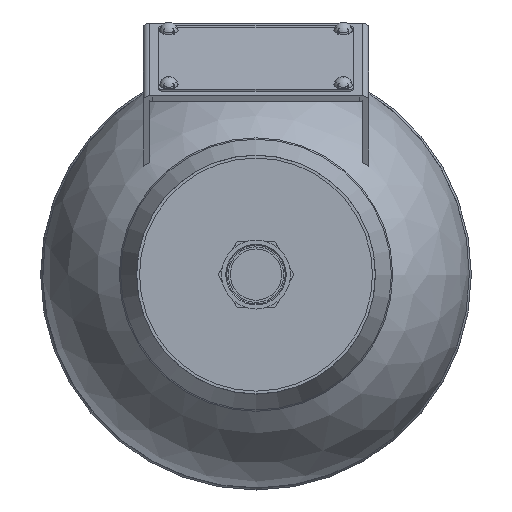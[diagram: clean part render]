
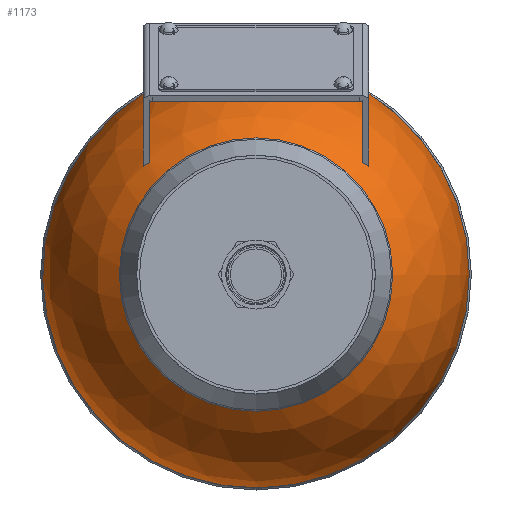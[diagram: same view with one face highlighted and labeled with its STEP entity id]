
A CAD part, left-side view. The second image highlights one B-rep face of the part: STEP entity #1173.
In plain terms, the highlighted spherical face has radius 104 mm.
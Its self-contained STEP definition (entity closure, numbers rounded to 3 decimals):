
#179=CARTESIAN_POINT('',(14.,88.267,55.0));
#180=VERTEX_POINT('',#179);
#181=CARTESIAN_POINT('',(14.,88.267,-55.0));
#182=VERTEX_POINT('',#181);
#183=CARTESIAN_POINT('',(14.,0.0,0.0));
#184=DIRECTION('',(1.0,0.0,0.0));
#185=DIRECTION('',(0.0,1.0,0.0));
#186=AXIS2_PLACEMENT_3D('',#183,#184,#185);
#187=CIRCLE('',#186,104.0);
#188=EDGE_CURVE('',#180,#182,#187,.T.);
#207=CARTESIAN_POINT('',(14.,90.067,-52.0));
#208=VERTEX_POINT('',#207);
#215=CARTESIAN_POINT('',(14.,90.067,52.0));
#216=VERTEX_POINT('',#215);
#217=CARTESIAN_POINT('',(14.,0.0,0.0));
#218=DIRECTION('',(1.0,0.0,0.0));
#219=DIRECTION('',(0.0,1.0,0.0));
#220=AXIS2_PLACEMENT_3D('',#217,#218,#219);
#221=CIRCLE('',#220,104.0);
#222=EDGE_CURVE('',#208,#216,#221,.T.);
#286=CARTESIAN_POINT('',(-89.39,0.,11.25));
#287=VERTEX_POINT('',#286);
#288=CARTESIAN_POINT('',(-89.39,0.0,0.0));
#289=DIRECTION('',(1.0,0.0,0.0));
#290=DIRECTION('',(0.0,0.0,-1.0));
#291=AXIS2_PLACEMENT_3D('',#288,#289,#290);
#292=CIRCLE('',#291,11.25);
#293=EDGE_CURVE('',#287,#287,#292,.T.);
#469=CARTESIAN_POINT('',(-56.718,52.82,55.0));
#470=VERTEX_POINT('',#469);
#477=CARTESIAN_POINT('',(-49.671,61.131,55.0));
#478=VERTEX_POINT('',#477);
#479=CARTESIAN_POINT('',(14.,0.,55.0));
#480=DIRECTION('',(0.0,0.0,1.0));
#481=DIRECTION('',(0.0,1.0,0.0));
#482=AXIS2_PLACEMENT_3D('',#479,#480,#481);
#483=CIRCLE('',#482,88.267);
#484=EDGE_CURVE('',#478,#470,#483,.T.);
#520=CARTESIAN_POINT('',(4.12,87.712,55.0));
#521=VERTEX_POINT('',#520);
#528=CARTESIAN_POINT('',(14.,0.,55.0));
#529=DIRECTION('',(0.0,0.0,1.0));
#530=DIRECTION('',(0.0,1.0,0.0));
#531=AXIS2_PLACEMENT_3D('',#528,#529,#530);
#532=CIRCLE('',#531,88.267);
#533=EDGE_CURVE('',#180,#521,#532,.T.);
#568=CARTESIAN_POINT('',(-56.718,52.82,-55.0));
#569=VERTEX_POINT('',#568);
#576=CARTESIAN_POINT('',(-57.61,54.626,-52.0));
#577=VERTEX_POINT('',#576);
#578=CARTESIAN_POINT('',(-21.861,-17.72,0.0));
#579=DIRECTION('',(-0.897,-0.443,0.0));
#580=DIRECTION('',(0.0,0.0,-1.0));
#581=AXIS2_PLACEMENT_3D('',#578,#579,#580);
#582=CIRCLE('',#581,96.);
#583=EDGE_CURVE('',#577,#569,#582,.T.);
#619=CARTESIAN_POINT('',(-57.61,54.626,52.0));
#620=VERTEX_POINT('',#619);
#627=CARTESIAN_POINT('',(-21.861,-17.72,0.0));
#628=DIRECTION('',(-0.897,-0.443,0.0));
#629=DIRECTION('',(0.0,0.0,-1.0));
#630=AXIS2_PLACEMENT_3D('',#627,#628,#629);
#631=CIRCLE('',#630,96.);
#632=EDGE_CURVE('',#470,#620,#631,.T.);
#683=CARTESIAN_POINT('',(4.12,87.712,-55.0));
#684=VERTEX_POINT('',#683);
#685=CARTESIAN_POINT('',(14.,0.,-55.0));
#686=DIRECTION('',(0.0,0.0,-1.0));
#687=DIRECTION('',(0.0,-1.0,0.0));
#688=AXIS2_PLACEMENT_3D('',#685,#686,#687);
#689=CIRCLE('',#688,88.267);
#690=EDGE_CURVE('',#684,#182,#689,.T.);
#726=CARTESIAN_POINT('',(-49.671,61.131,-55.0));
#727=VERTEX_POINT('',#726);
#734=CARTESIAN_POINT('',(14.,0.,-55.0));
#735=DIRECTION('',(0.0,0.0,-1.0));
#736=DIRECTION('',(0.0,-1.0,0.0));
#737=AXIS2_PLACEMENT_3D('',#734,#735,#736);
#738=CIRCLE('',#737,88.267);
#739=EDGE_CURVE('',#569,#727,#738,.T.);
#790=CARTESIAN_POINT('',(3.273,89.426,52.0));
#791=VERTEX_POINT('',#790);
#792=CARTESIAN_POINT('',(14.,0.,52.0));
#793=DIRECTION('',(0.0,0.0,-1.0));
#794=DIRECTION('',(0.0,-1.0,0.0));
#795=AXIS2_PLACEMENT_3D('',#792,#793,#794);
#796=CIRCLE('',#795,90.067);
#797=EDGE_CURVE('',#791,#216,#796,.T.);
#833=CARTESIAN_POINT('',(-50.518,62.845,52.0));
#834=VERTEX_POINT('',#833);
#841=CARTESIAN_POINT('',(14.,0.,52.0));
#842=DIRECTION('',(0.0,0.0,-1.0));
#843=DIRECTION('',(0.0,-1.0,0.0));
#844=AXIS2_PLACEMENT_3D('',#841,#842,#843);
#845=CIRCLE('',#844,90.067);
#846=EDGE_CURVE('',#620,#834,#845,.T.);
#891=CARTESIAN_POINT('',(-50.518,62.845,-52.0));
#892=VERTEX_POINT('',#891);
#893=CARTESIAN_POINT('',(14.,0.,-52.0));
#894=DIRECTION('',(0.0,0.0,1.0));
#895=DIRECTION('',(0.0,1.0,0.0));
#896=AXIS2_PLACEMENT_3D('',#893,#894,#895);
#897=CIRCLE('',#896,90.067);
#898=EDGE_CURVE('',#892,#577,#897,.T.);
#934=CARTESIAN_POINT('',(3.273,89.426,-52.0));
#935=VERTEX_POINT('',#934);
#942=CARTESIAN_POINT('',(14.,0.,-52.0));
#943=DIRECTION('',(0.0,0.0,1.0));
#944=DIRECTION('',(0.0,1.0,0.0));
#945=AXIS2_PLACEMENT_3D('',#942,#943,#944);
#946=CIRCLE('',#945,90.067);
#947=EDGE_CURVE('',#208,#935,#946,.T.);
#988=CARTESIAN_POINT('',(40.895,13.29,0.0));
#989=DIRECTION('',(-0.897,-0.443,0.0));
#990=DIRECTION('',(0.0,0.0,-1.0));
#991=AXIS2_PLACEMENT_3D('',#988,#989,#990);
#992=CIRCLE('',#991,99.579);
#993=EDGE_CURVE('',#521,#791,#992,.T.);
#1096=CARTESIAN_POINT('',(-12.895,-13.29,0.0));
#1097=DIRECTION('',(0.897,0.443,0.0));
#1098=DIRECTION('',(0.0,0.0,1.0));
#1099=AXIS2_PLACEMENT_3D('',#1096,#1097,#1098);
#1100=CIRCLE('',#1099,99.579);
#1101=EDGE_CURVE('',#727,#892,#1100,.T.);
#1126=CARTESIAN_POINT('',(40.895,13.29,0.0));
#1127=DIRECTION('',(-0.897,-0.443,0.0));
#1128=DIRECTION('',(0.0,0.0,-1.0));
#1129=AXIS2_PLACEMENT_3D('',#1126,#1127,#1128);
#1130=CIRCLE('',#1129,99.579);
#1131=EDGE_CURVE('',#935,#684,#1130,.T.);
#1137=CARTESIAN_POINT('',(14.,0.,0.0));
#1138=DIRECTION('',(1.0,0.0,0.0));
#1139=DIRECTION('',(0.0,-1.0,0.0));
#1140=AXIS2_PLACEMENT_3D('',#1137,#1138,#1139);
#1141=SPHERICAL_SURFACE('',#1140,104.);
#1142=ORIENTED_EDGE('',*,*,#293,.T.);
#1143=EDGE_LOOP('',(#1142));
#1144=FACE_OUTER_BOUND('',#1143,.T.);
#1145=CARTESIAN_POINT('',(-12.895,-13.29,0.0));
#1146=DIRECTION('',(0.897,0.443,0.0));
#1147=DIRECTION('',(0.0,0.0,1.0));
#1148=AXIS2_PLACEMENT_3D('',#1145,#1146,#1147);
#1149=CIRCLE('',#1148,99.579);
#1150=EDGE_CURVE('',#834,#478,#1149,.T.);
#1151=ORIENTED_EDGE('',*,*,#1150,.T.);
#1152=ORIENTED_EDGE('',*,*,#484,.T.);
#1153=ORIENTED_EDGE('',*,*,#632,.T.);
#1154=ORIENTED_EDGE('',*,*,#846,.T.);
#1155=EDGE_LOOP('',(#1151,#1152,#1153,#1154));
#1156=FACE_BOUND('',#1155,.T.);
#1157=ORIENTED_EDGE('',*,*,#947,.T.);
#1158=ORIENTED_EDGE('',*,*,#1131,.T.);
#1159=ORIENTED_EDGE('',*,*,#690,.T.);
#1160=ORIENTED_EDGE('',*,*,#188,.F.);
#1161=ORIENTED_EDGE('',*,*,#533,.T.);
#1162=ORIENTED_EDGE('',*,*,#993,.T.);
#1163=ORIENTED_EDGE('',*,*,#797,.T.);
#1164=ORIENTED_EDGE('',*,*,#222,.F.);
#1165=EDGE_LOOP('',(#1157,#1158,#1159,#1160,#1161,#1162,#1163,#1164));
#1166=FACE_BOUND('',#1165,.T.);
#1167=ORIENTED_EDGE('',*,*,#1101,.T.);
#1168=ORIENTED_EDGE('',*,*,#898,.T.);
#1169=ORIENTED_EDGE('',*,*,#583,.T.);
#1170=ORIENTED_EDGE('',*,*,#739,.T.);
#1171=EDGE_LOOP('',(#1167,#1168,#1169,#1170));
#1172=FACE_BOUND('',#1171,.T.);
#1173=ADVANCED_FACE('',(#1144,#1156,#1166,#1172),#1141,.T.);
